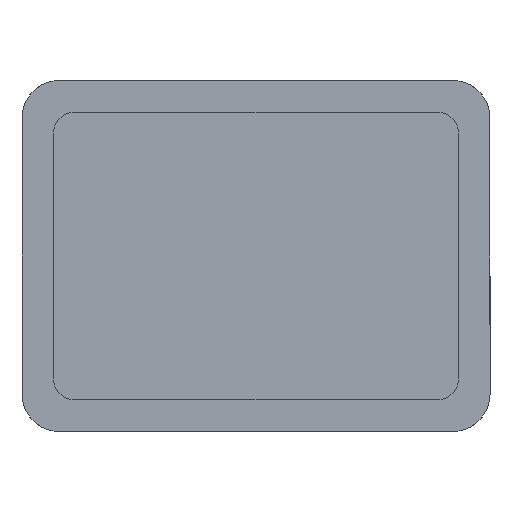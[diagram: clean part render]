
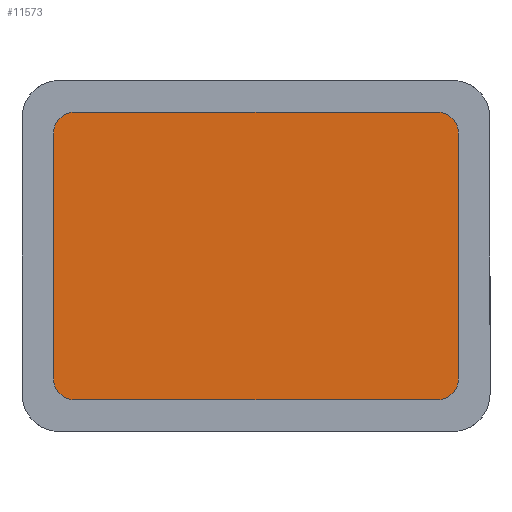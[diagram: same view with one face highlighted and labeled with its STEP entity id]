
A CAD part, front view. The second image highlights one B-rep face of the part: STEP entity #11573.
In plain terms, the highlighted planar face has unit normal (0, -1, 0).
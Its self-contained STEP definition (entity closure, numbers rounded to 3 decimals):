
#610 = DIRECTION ( 'NONE',  ( 0., 0., 1. ) ) ;
#1029 = EDGE_CURVE ( 'NONE', #6629, #11256, #12718, .T. ) ;
#1589 = CARTESIAN_POINT ( 'NONE',  ( -77.5, 0., 61.5 ) ) ;
#1826 = AXIS2_PLACEMENT_3D ( 'NONE', #8837, #10107, #5289 ) ;
#1950 = VECTOR ( 'NONE', #11923, 1000. ) ;
#2020 = VECTOR ( 'NONE', #11761, 1000. ) ;
#2085 = EDGE_CURVE ( 'NONE', #14811, #6629, #10104, .T. ) ;
#2143 = PLANE ( 'NONE',  #12627 ) ;
#2595 = CIRCLE ( 'NONE', #12918, 9. ) ;
#2934 = LINE ( 'NONE', #13582, #4562 ) ;
#3052 = DIRECTION ( 'NONE',  ( 0., 1., 0. ) ) ;
#3095 = CARTESIAN_POINT ( 'NONE',  ( 77.5, 0., -52.5 ) ) ;
#3523 = ORIENTED_EDGE ( 'NONE', *, *, #14437, .F. ) ;
#3676 = VERTEX_POINT ( 'NONE', #1589 ) ;
#4562 = VECTOR ( 'NONE', #6326, 1000. ) ;
#5289 = DIRECTION ( 'NONE',  ( 0., 0., 1. ) ) ;
#5627 = LINE ( 'NONE', #7994, #13921 ) ;
#6215 = ORIENTED_EDGE ( 'NONE', *, *, #7293, .F. ) ;
#6298 = ORIENTED_EDGE ( 'NONE', *, *, #7365, .F. ) ;
#6326 = DIRECTION ( 'NONE',  ( 1., 0., 0. ) ) ;
#6574 = AXIS2_PLACEMENT_3D ( 'NONE', #3095, #13912, #12877 ) ;
#6629 = VERTEX_POINT ( 'NONE', #12299 ) ;
#6720 = CIRCLE ( 'NONE', #12263, 9. ) ;
#6801 = VERTEX_POINT ( 'NONE', #9064 ) ;
#6945 = CARTESIAN_POINT ( 'NONE',  ( -77.5, 0., -52.5 ) ) ;
#7118 = LINE ( 'NONE', #10821, #1950 ) ;
#7180 = CARTESIAN_POINT ( 'NONE',  ( -77.5, 0., -61.5 ) ) ;
#7293 = EDGE_CURVE ( 'NONE', #6801, #12308, #6720, .T. ) ;
#7365 = EDGE_CURVE ( 'NONE', #12308, #14811, #7118, .T. ) ;
#7629 = DIRECTION ( 'NONE',  ( 0., 0., 1. ) ) ;
#7994 = CARTESIAN_POINT ( 'NONE',  ( -86.5, 0., 52.5 ) ) ;
#8395 = ORIENTED_EDGE ( 'NONE', *, *, #2085, .F. ) ;
#8515 = CARTESIAN_POINT ( 'NONE',  ( -86.5, 0., -52.5 ) ) ;
#8524 = CARTESIAN_POINT ( 'NONE',  ( -77.5, 0., -61.5 ) ) ;
#8837 = CARTESIAN_POINT ( 'NONE',  ( -77.5, 0., -52.5 ) ) ;
#8871 = ORIENTED_EDGE ( 'NONE', *, *, #12177, .F. ) ;
#9064 = CARTESIAN_POINT ( 'NONE',  ( 77.5, 0., 61.5 ) ) ;
#9993 = CARTESIAN_POINT ( 'NONE',  ( 77.5, 0., 52.5 ) ) ;
#9995 = ORIENTED_EDGE ( 'NONE', *, *, #11416, .F. ) ;
#10104 = CIRCLE ( 'NONE', #6574, 9. ) ;
#10107 = DIRECTION ( 'NONE',  ( 0., 1., 0. ) ) ;
#10129 = CIRCLE ( 'NONE', #1826, 9. ) ;
#10270 = ORIENTED_EDGE ( 'NONE', *, *, #12336, .F. ) ;
#10343 = DIRECTION ( 'NONE',  ( 0., 0., 1. ) ) ;
#10436 = DIRECTION ( 'NONE',  ( 0., 0., 1. ) ) ;
#10463 = CARTESIAN_POINT ( 'NONE',  ( -77.5, 0., 52.5 ) ) ;
#10821 = CARTESIAN_POINT ( 'NONE',  ( 86.5, 0., 52.5 ) ) ;
#10840 = CARTESIAN_POINT ( 'NONE',  ( 86.5, 0., -52.5 ) ) ;
#11256 = VERTEX_POINT ( 'NONE', #8524 ) ;
#11416 = EDGE_CURVE ( 'NONE', #3676, #6801, #2934, .T. ) ;
#11573 = ADVANCED_FACE ( 'NONE', ( #14058 ), #2143, .F. ) ;
#11761 = DIRECTION ( 'NONE',  ( -1., 0., 0. ) ) ;
#11923 = DIRECTION ( 'NONE',  ( 0., 0., -1. ) ) ;
#12177 = EDGE_CURVE ( 'NONE', #15564, #15198, #5627, .T. ) ;
#12263 = AXIS2_PLACEMENT_3D ( 'NONE', #9993, #13628, #7629 ) ;
#12299 = CARTESIAN_POINT ( 'NONE',  ( 77.5, 0., -61.5 ) ) ;
#12308 = VERTEX_POINT ( 'NONE', #14315 ) ;
#12336 = EDGE_CURVE ( 'NONE', #11256, #15564, #10129, .T. ) ;
#12383 = EDGE_LOOP ( 'NONE', ( #10270, #12682, #8395, #6298, #6215, #9995, #3523, #8871 ) ) ;
#12627 = AXIS2_PLACEMENT_3D ( 'NONE', #6945, #12709, #10343 ) ;
#12682 = ORIENTED_EDGE ( 'NONE', *, *, #1029, .F. ) ;
#12709 = DIRECTION ( 'NONE',  ( 0., 1., 0. ) ) ;
#12718 = LINE ( 'NONE', #7180, #2020 ) ;
#12877 = DIRECTION ( 'NONE',  ( 0., 0., 1. ) ) ;
#12918 = AXIS2_PLACEMENT_3D ( 'NONE', #10463, #3052, #610 ) ;
#13409 = CARTESIAN_POINT ( 'NONE',  ( -86.5, 0., 52.5 ) ) ;
#13582 = CARTESIAN_POINT ( 'NONE',  ( -77.5, 0., 61.5 ) ) ;
#13628 = DIRECTION ( 'NONE',  ( 0., 1., 0. ) ) ;
#13912 = DIRECTION ( 'NONE',  ( 0., 1., 0. ) ) ;
#13921 = VECTOR ( 'NONE', #10436, 1000. ) ;
#14058 = FACE_OUTER_BOUND ( 'NONE', #12383, .T. ) ;
#14315 = CARTESIAN_POINT ( 'NONE',  ( 86.5, 0., 52.5 ) ) ;
#14437 = EDGE_CURVE ( 'NONE', #15198, #3676, #2595, .T. ) ;
#14811 = VERTEX_POINT ( 'NONE', #10840 ) ;
#15198 = VERTEX_POINT ( 'NONE', #13409 ) ;
#15564 = VERTEX_POINT ( 'NONE', #8515 ) ;
